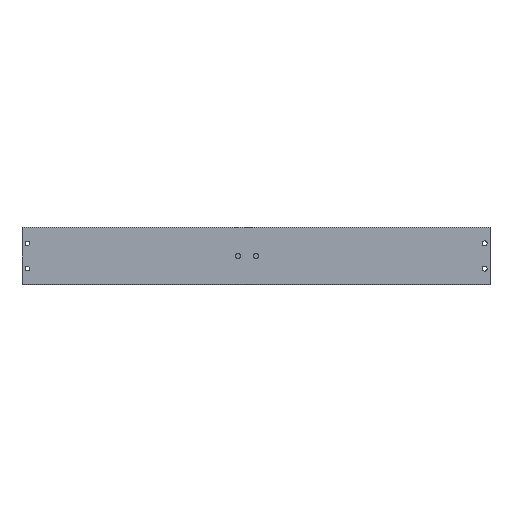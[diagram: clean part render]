
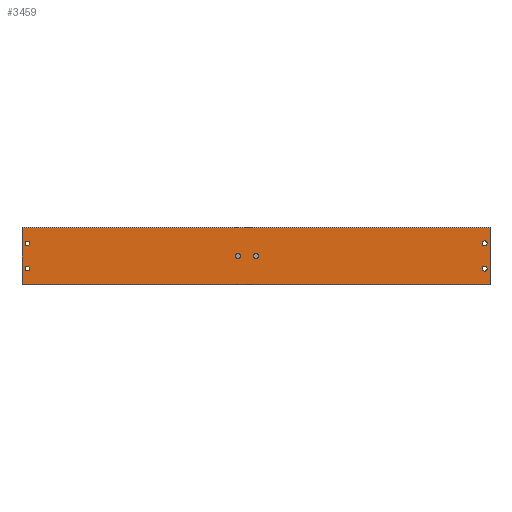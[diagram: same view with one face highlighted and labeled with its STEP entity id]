
A CAD part, top view. The second image highlights one B-rep face of the part: STEP entity #3459.
In plain terms, the highlighted planar face has unit normal (0, 0, 1).
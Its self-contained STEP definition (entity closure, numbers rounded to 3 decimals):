
#119=LINE('',#5210,#374);
#120=LINE('',#5212,#375);
#121=LINE('',#5214,#376);
#122=LINE('',#5215,#377);
#374=VECTOR('',#4145,79.);
#375=VECTOR('',#4146,650.);
#376=VECTOR('',#4147,79.);
#377=VECTOR('',#4148,650.);
#629=PLANE('',#3706);
#717=FACE_BOUND('',#1025,.T.);
#718=FACE_BOUND('',#1026,.T.);
#719=FACE_BOUND('',#1027,.T.);
#720=FACE_BOUND('',#1028,.T.);
#721=FACE_BOUND('',#1029,.T.);
#722=FACE_BOUND('',#1030,.T.);
#807=FACE_OUTER_BOUND('',#1024,.T.);
#1024=EDGE_LOOP('',(#2378,#2379,#2380,#2381));
#1025=EDGE_LOOP('',(#2382));
#1026=EDGE_LOOP('',(#2383));
#1027=EDGE_LOOP('',(#2384));
#1028=EDGE_LOOP('',(#2385));
#1029=EDGE_LOOP('',(#2386));
#1030=EDGE_LOOP('',(#2387));
#1301=CIRCLE('',#3681,3.3);
#1303=CIRCLE('',#3684,3.3);
#1307=CIRCLE('',#3690,3.5);
#1310=CIRCLE('',#3695,3.5);
#1313=CIRCLE('',#3700,3.5);
#1316=CIRCLE('',#3705,3.5);
#1503=VERTEX_POINT('',#5166);
#1505=VERTEX_POINT('',#5171);
#1509=VERTEX_POINT('',#5181);
#1512=VERTEX_POINT('',#5189);
#1515=VERTEX_POINT('',#5197);
#1518=VERTEX_POINT('',#5205);
#1519=VERTEX_POINT('',#5208);
#1520=VERTEX_POINT('',#5209);
#1521=VERTEX_POINT('',#5211);
#1522=VERTEX_POINT('',#5213);
#1865=EDGE_CURVE('',#1503,#1503,#1301,.T.);
#1867=EDGE_CURVE('',#1505,#1505,#1303,.T.);
#1871=EDGE_CURVE('',#1509,#1509,#1307,.T.);
#1874=EDGE_CURVE('',#1512,#1512,#1310,.T.);
#1877=EDGE_CURVE('',#1515,#1515,#1313,.T.);
#1880=EDGE_CURVE('',#1518,#1518,#1316,.T.);
#1881=EDGE_CURVE('',#1519,#1520,#119,.T.);
#1882=EDGE_CURVE('',#1520,#1521,#120,.T.);
#1883=EDGE_CURVE('',#1522,#1521,#121,.T.);
#1884=EDGE_CURVE('',#1522,#1519,#122,.T.);
#2378=ORIENTED_EDGE('',*,*,#1881,.T.);
#2379=ORIENTED_EDGE('',*,*,#1882,.T.);
#2380=ORIENTED_EDGE('',*,*,#1883,.F.);
#2381=ORIENTED_EDGE('',*,*,#1884,.T.);
#2382=ORIENTED_EDGE('',*,*,#1865,.T.);
#2383=ORIENTED_EDGE('',*,*,#1867,.T.);
#2384=ORIENTED_EDGE('',*,*,#1871,.T.);
#2385=ORIENTED_EDGE('',*,*,#1874,.T.);
#2386=ORIENTED_EDGE('',*,*,#1877,.T.);
#2387=ORIENTED_EDGE('',*,*,#1880,.T.);
#3459=ADVANCED_FACE('',(#807,#717,#718,#719,#720,#721,#722),#629,.F.);
#3681=AXIS2_PLACEMENT_3D('',#5167,#4093,#4094);
#3684=AXIS2_PLACEMENT_3D('',#5172,#4099,#4100);
#3690=AXIS2_PLACEMENT_3D('',#5182,#4111,#4112);
#3695=AXIS2_PLACEMENT_3D('',#5190,#4121,#4122);
#3700=AXIS2_PLACEMENT_3D('',#5198,#4131,#4132);
#3705=AXIS2_PLACEMENT_3D('',#5206,#4141,#4142);
#3706=AXIS2_PLACEMENT_3D('',#5207,#4143,#4144);
#4093=DIRECTION('center_axis',(0.,0.,-1.));
#4094=DIRECTION('ref_axis',(-1.,0.,0.));
#4099=DIRECTION('center_axis',(0.,0.,-1.));
#4100=DIRECTION('ref_axis',(-1.,0.,0.));
#4111=DIRECTION('center_axis',(0.,0.,-1.));
#4112=DIRECTION('ref_axis',(-1.,0.,0.));
#4121=DIRECTION('center_axis',(0.,0.,-1.));
#4122=DIRECTION('ref_axis',(-1.,0.,0.));
#4131=DIRECTION('center_axis',(0.,0.,-1.));
#4132=DIRECTION('ref_axis',(-1.,0.,0.));
#4141=DIRECTION('center_axis',(0.,0.,-1.));
#4142=DIRECTION('ref_axis',(-1.,0.,0.));
#4143=DIRECTION('center_axis',(0.,0.,-1.));
#4144=DIRECTION('ref_axis',(-1.,0.,0.));
#4145=DIRECTION('',(0.,-1.,0.));
#4146=DIRECTION('',(1.,0.,0.));
#4147=DIRECTION('',(0.,-1.,0.));
#4148=DIRECTION('',(-1.,0.,0.));
#5166=CARTESIAN_POINT('',(-320.8,17.5,0.));
#5167=CARTESIAN_POINT('Origin',(-317.5,17.5,0.));
#5171=CARTESIAN_POINT('',(-320.8,-17.5,0.));
#5172=CARTESIAN_POINT('Origin',(-317.5,-17.5,0.));
#5181=CARTESIAN_POINT('',(-3.5,0.,0.));
#5182=CARTESIAN_POINT('Origin',(0.,0.,0.));
#5189=CARTESIAN_POINT('',(-28.5,0.,0.));
#5190=CARTESIAN_POINT('Origin',(-25.,0.,0.));
#5197=CARTESIAN_POINT('',(314.,17.5,0.));
#5198=CARTESIAN_POINT('Origin',(317.5,17.5,0.));
#5205=CARTESIAN_POINT('',(314.,-17.5,0.));
#5206=CARTESIAN_POINT('Origin',(317.5,-17.5,0.));
#5207=CARTESIAN_POINT('Origin',(325.,-40.,0.));
#5208=CARTESIAN_POINT('',(-325.,39.5,0.));
#5209=CARTESIAN_POINT('',(-325.,-39.5,0.));
#5210=CARTESIAN_POINT('',(-325.,-40.,0.));
#5211=CARTESIAN_POINT('',(325.,-39.5,0.));
#5212=CARTESIAN_POINT('',(325.,-39.5,0.));
#5213=CARTESIAN_POINT('',(325.,39.5,0.));
#5214=CARTESIAN_POINT('',(325.,-40.,0.));
#5215=CARTESIAN_POINT('',(325.,39.5,0.));
